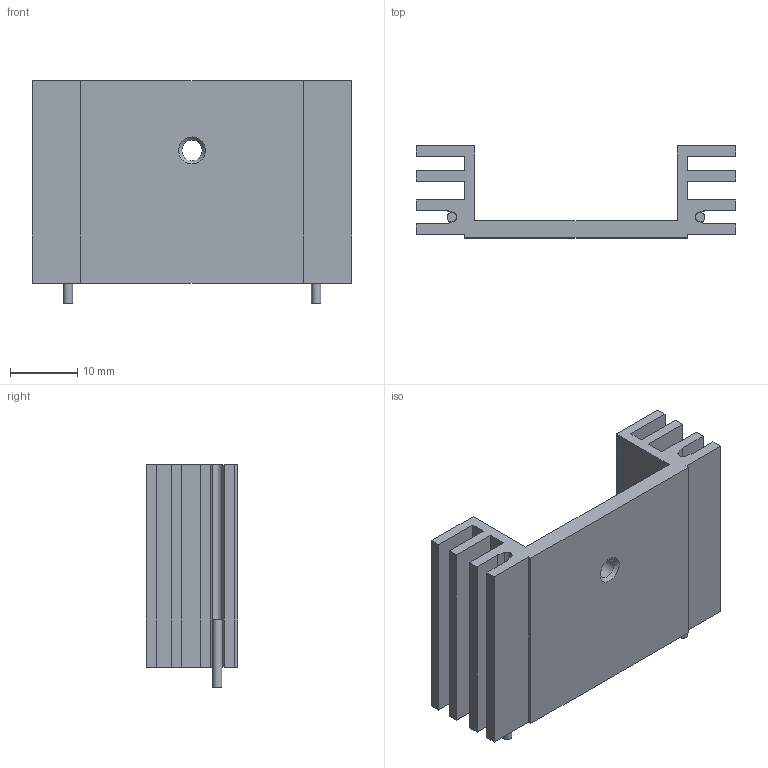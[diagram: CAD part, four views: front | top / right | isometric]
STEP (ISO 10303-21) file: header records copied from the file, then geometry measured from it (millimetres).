
FILE_DESCRIPTION (( 'STEP AP214' ), '1' );
FILE_NAME ('眛-247 冓儰僗闉.STEP', '2024-05-23T07:49:27', ( '' ), ( '' ), 'SwSTEP 2.0', 'SolidWorks 2024', '' );
FILE_SCHEMA (( 'AUTOMOTIVE_DESIGN' ));
Length unit declared in the file: millimetre
Products named in the file (1): ТО-247 Радиатор
Bounding box: 47.4 x 13.6 x 33 mm (x, y, z)
Volume: 6349.2 mm3; surface area: 7217.7 mm2
Topology: 3 solids, 3 shells, 50 faces, 132 edges, 88 vertices
Faces by surface type: plane 44, cylinder 5, cone 1
Full cylindrical faces by diameter (mm): 1.41 x2, 3 x1
Entity records: 1609 total; most frequent: CARTESIAN_POINT 265, ORIENTED_EDGE 254, DIRECTION 240, EDGE_CURVE 127, VECTOR 116, LINE 116, VERTEX_POINT 87, AXIS2_PLACEMENT_3D 62
